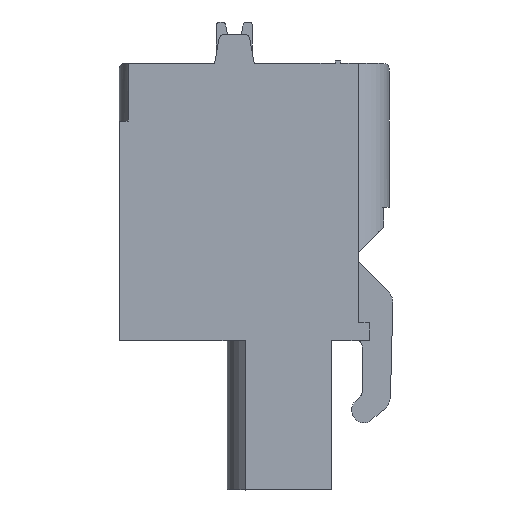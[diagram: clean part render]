
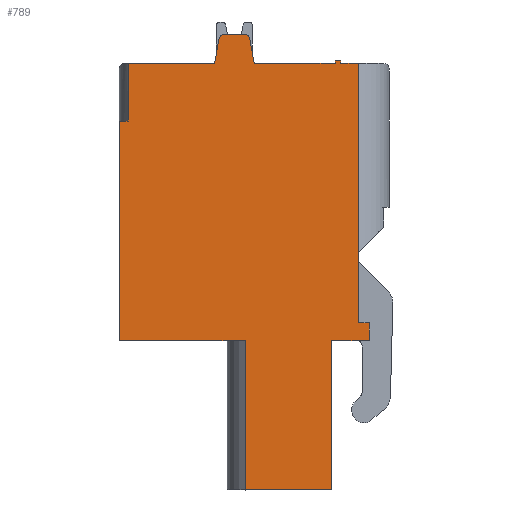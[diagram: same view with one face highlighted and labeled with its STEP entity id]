
A CAD part, left-side view. The second image highlights one B-rep face of the part: STEP entity #789.
In plain terms, the highlighted planar face has unit normal (-1, 0, 0).
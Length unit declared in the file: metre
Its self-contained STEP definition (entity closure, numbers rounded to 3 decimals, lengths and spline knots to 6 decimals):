
#789=ADVANCED_FACE('',(#1900),#1901,.F.);
#1900=FACE_OUTER_BOUND('',#3361,.T.);
#1901=PLANE('',#3362);
#3361=EDGE_LOOP('',(#5771,#5772,#5773,#5774,#5775,#5776,#5777,#5778,#5779,#5780,#5781,#5782,#5783,#5784,#5785,#5786,#5787,#5788,#5789,#5790,#5791,#5792));
#3362=AXIS2_PLACEMENT_3D('',#5793,#5794,#5795);
#5771=ORIENTED_EDGE('',*,*,#9536,.F.);
#5772=ORIENTED_EDGE('',*,*,#9538,.T.);
#5773=ORIENTED_EDGE('',*,*,#9272,.T.);
#5774=ORIENTED_EDGE('',*,*,#9275,.T.);
#5775=ORIENTED_EDGE('',*,*,#9268,.T.);
#5776=ORIENTED_EDGE('',*,*,#9259,.T.);
#5777=ORIENTED_EDGE('',*,*,#9277,.T.);
#5778=ORIENTED_EDGE('',*,*,#9539,.T.);
#5779=ORIENTED_EDGE('',*,*,#9319,.F.);
#5780=ORIENTED_EDGE('',*,*,#9323,.F.);
#5781=ORIENTED_EDGE('',*,*,#9540,.T.);
#5782=ORIENTED_EDGE('',*,*,#9541,.T.);
#5783=ORIENTED_EDGE('',*,*,#9425,.T.);
#5784=ORIENTED_EDGE('',*,*,#9542,.T.);
#5785=ORIENTED_EDGE('',*,*,#9386,.T.);
#5786=ORIENTED_EDGE('',*,*,#9543,.T.);
#5787=ORIENTED_EDGE('',*,*,#9379,.T.);
#5788=ORIENTED_EDGE('',*,*,#9472,.F.);
#5789=ORIENTED_EDGE('',*,*,#9037,.T.);
#5790=ORIENTED_EDGE('',*,*,#9544,.T.);
#5791=ORIENTED_EDGE('',*,*,#9523,.T.);
#5792=ORIENTED_EDGE('',*,*,#9545,.T.);
#5793=CARTESIAN_POINT('',(-0.20926,-0.0888,-0.0215));
#5794=DIRECTION('',(1.0,0.,0.));
#5795=DIRECTION('',(0.0,1.0,0.));
#9037=EDGE_CURVE('',#10964,#10962,#10965,.T.);
#9259=EDGE_CURVE('',#11323,#11321,#11324,.T.);
#9268=EDGE_CURVE('',#11337,#11323,#11338,.T.);
#9272=EDGE_CURVE('',#11343,#11341,#11344,.T.);
#9275=EDGE_CURVE('',#11341,#11337,#11347,.T.);
#9277=EDGE_CURVE('',#11321,#11349,#11350,.T.);
#9319=EDGE_CURVE('',#11421,#11423,#11424,.T.);
#9323=EDGE_CURVE('',#11427,#11421,#11429,.T.);
#9379=EDGE_CURVE('',#11509,#11511,#11513,.T.);
#9386=EDGE_CURVE('',#11523,#11521,#11524,.T.);
#9425=EDGE_CURVE('',#11584,#11582,#11585,.T.);
#9472=EDGE_CURVE('',#10964,#11511,#11651,.T.);
#9523=EDGE_CURVE('',#11725,#11726,#11727,.T.);
#9536=EDGE_CURVE('',#11744,#11742,#11746,.T.);
#9538=EDGE_CURVE('',#11744,#11343,#11748,.T.);
#9539=EDGE_CURVE('',#11349,#11423,#11749,.T.);
#9540=EDGE_CURVE('',#11427,#11750,#11751,.T.);
#9541=EDGE_CURVE('',#11750,#11584,#11752,.T.);
#9542=EDGE_CURVE('',#11582,#11523,#11753,.T.);
#9543=EDGE_CURVE('',#11521,#11509,#11754,.T.);
#9544=EDGE_CURVE('',#10962,#11725,#11755,.T.);
#9545=EDGE_CURVE('',#11726,#11742,#11756,.T.);
#10962=VERTEX_POINT('',#13849);
#10964=VERTEX_POINT('',#13852);
#10965=LINE('',#13853,#13854);
#11321=VERTEX_POINT('',#14418);
#11323=VERTEX_POINT('',#14421);
#11324=CIRCLE('',#14422,0.0003);
#11337=VERTEX_POINT('',#14440);
#11338=LINE('',#14441,#14442);
#11341=VERTEX_POINT('',#14446);
#11343=VERTEX_POINT('',#14449);
#11344=LINE('',#14450,#14451);
#11347=CIRCLE('',#14455,0.0003);
#11349=VERTEX_POINT('',#14457);
#11350=LINE('',#14458,#14459);
#11421=VERTEX_POINT('',#14553);
#11423=VERTEX_POINT('',#14556);
#11424=LINE('',#14557,#14558);
#11427=VERTEX_POINT('',#14562);
#11429=LINE('',#14565,#14566);
#11509=VERTEX_POINT('',#14676);
#11511=VERTEX_POINT('',#14679);
#11513=LINE('',#14682,#14683);
#11521=VERTEX_POINT('',#14694);
#11523=VERTEX_POINT('',#14697);
#11524=LINE('',#14698,#14699);
#11582=VERTEX_POINT('',#14780);
#11584=VERTEX_POINT('',#14783);
#11585=LINE('',#14784,#14785);
#11651=LINE('',#14880,#14881);
#11725=VERTEX_POINT('',#14982);
#11726=VERTEX_POINT('',#14983);
#11727=LINE('',#14984,#14985);
#11742=VERTEX_POINT('',#15007);
#11744=VERTEX_POINT('',#15010);
#11746=LINE('',#15013,#15014);
#11748=LINE('',#15016,#15017);
#11749=LINE('',#15018,#15019);
#11750=VERTEX_POINT('',#15020);
#11751=LINE('',#15021,#15022);
#11752=LINE('',#15023,#15024);
#11753=LINE('',#15025,#15026);
#11754=LINE('',#15027,#15028);
#11755=LINE('',#15029,#15030);
#11756=LINE('',#15031,#15032);
#13849=CARTESIAN_POINT('',(-0.20926,-0.1013,-0.0083));
#13852=CARTESIAN_POINT('',(-0.20926,-0.1013,-0.0227));
#13853=CARTESIAN_POINT('',(-0.20926,-0.1013,-0.0238));
#13854=VECTOR('',#17316,1.0);
#14418=CARTESIAN_POINT('',(-0.20926,-0.093538,-0.006948));
#14421=CARTESIAN_POINT('',(-0.20926,-0.093834,-0.0067));
#14422=AXIS2_PLACEMENT_3D('',#17551,#17552,#17553);
#14440=CARTESIAN_POINT('',(-0.20926,-0.094966,-0.0067));
#14441=CARTESIAN_POINT('',(-0.20926,-0.095178,-0.0067));
#14442=VECTOR('',#17562,1.0);
#14446=CARTESIAN_POINT('',(-0.20926,-0.095262,-0.006948));
#14449=CARTESIAN_POINT('',(-0.20926,-0.0955,-0.0083));
#14450=CARTESIAN_POINT('',(-0.20926,-0.095218,-0.0067));
#14451=VECTOR('',#17565,1.0);
#14455=AXIS2_PLACEMENT_3D('',#17567,#17568,#17569);
#14457=CARTESIAN_POINT('',(-0.20926,-0.0933,-0.0083));
#14458=CARTESIAN_POINT('',(-0.20926,-0.0933,-0.0083));
#14459=VECTOR('',#17570,1.0);
#14553=CARTESIAN_POINT('',(-0.20926,-0.0885,-0.0115));
#14556=CARTESIAN_POINT('',(-0.20926,-0.0885,-0.0083));
#14557=CARTESIAN_POINT('',(-0.20926,-0.0885,-0.0115));
#14558=VECTOR('',#17625,1.0);
#14562=CARTESIAN_POINT('',(-0.20926,-0.088,-0.0115));
#14565=CARTESIAN_POINT('',(-0.20926,-0.0908,-0.0115));
#14566=VECTOR('',#17628,1.0);
#14676=CARTESIAN_POINT('',(-0.20926,-0.1019,-0.0237));
#14679=CARTESIAN_POINT('',(-0.20926,-0.1019,-0.0227));
#14682=CARTESIAN_POINT('',(-0.20926,-0.1019,-0.0238));
#14683=VECTOR('',#17688,1.0);
#14694=CARTESIAN_POINT('',(-0.20926,-0.0998,-0.0237));
#14697=CARTESIAN_POINT('',(-0.20926,-0.0998,-0.032));
#14698=CARTESIAN_POINT('',(-0.20926,-0.0998,-0.0237));
#14699=VECTOR('',#17693,1.0);
#14780=CARTESIAN_POINT('',(-0.20926,-0.095,-0.032));
#14783=CARTESIAN_POINT('',(-0.20926,-0.095,-0.0237));
#14784=CARTESIAN_POINT('',(-0.20926,-0.095,-0.032));
#14785=VECTOR('',#17730,1.0);
#14880=CARTESIAN_POINT('',(-0.20926,-0.1003,-0.0227));
#14881=VECTOR('',#17775,1.0);
#14982=CARTESIAN_POINT('',(-0.20926,-0.1003,-0.0083));
#14983=CARTESIAN_POINT('',(-0.20926,-0.1003,-0.00815));
#14984=CARTESIAN_POINT('',(-0.20926,-0.1003,-0.0215));
#14985=VECTOR('',#17833,1.0);
#15007=CARTESIAN_POINT('',(-0.20926,-0.1,-0.00815));
#15010=CARTESIAN_POINT('',(-0.20926,-0.1,-0.0083));
#15013=CARTESIAN_POINT('',(-0.20926,-0.1,-0.0083));
#15014=VECTOR('',#17846,1.0);
#15016=CARTESIAN_POINT('',(-0.20926,-0.0883,-0.0083));
#15017=VECTOR('',#17847,1.0);
#15018=CARTESIAN_POINT('',(-0.20926,-0.0883,-0.0083));
#15019=VECTOR('',#17848,1.0);
#15020=CARTESIAN_POINT('',(-0.20926,-0.088,-0.0237));
#15021=CARTESIAN_POINT('',(-0.20926,-0.088,-0.0238));
#15022=VECTOR('',#17849,1.0);
#15023=CARTESIAN_POINT('',(-0.20926,-0.095,-0.0237));
#15024=VECTOR('',#17850,1.0);
#15025=CARTESIAN_POINT('',(-0.20926,-0.0998,-0.032));
#15026=VECTOR('',#17851,1.0);
#15027=CARTESIAN_POINT('',(-0.20926,-0.1007,-0.0237));
#15028=VECTOR('',#17852,1.0);
#15029=CARTESIAN_POINT('',(-0.20926,-0.0883,-0.0083));
#15030=VECTOR('',#17853,1.0);
#15031=CARTESIAN_POINT('',(-0.20926,-0.1,-0.00815));
#15032=VECTOR('',#17854,1.0);
#17316=DIRECTION('',(0.,0.,1.0));
#17551=CARTESIAN_POINT('',(-0.20926,-0.093834,-0.007));
#17552=DIRECTION('',(-1.0,0.0,0.));
#17553=DIRECTION('',(0.,0.0,-1.0));
#17562=DIRECTION('',(0.0,1.0,0.0));
#17565=DIRECTION('',(0.,0.174,0.985));
#17567=CARTESIAN_POINT('',(-0.20926,-0.094966,-0.007));
#17568=DIRECTION('',(-1.0,0.0,0.));
#17569=DIRECTION('',(0.,0.0,-1.0));
#17570=DIRECTION('',(0.,0.174,-0.985));
#17625=DIRECTION('',(0.,0.0,1.0));
#17628=DIRECTION('',(0.,-1.0,0.));
#17688=DIRECTION('',(0.,0.,1.0));
#17693=DIRECTION('',(0.0,0.0,1.0));
#17730=DIRECTION('',(0.0,0.,-1.0));
#17775=DIRECTION('',(0.,-1.0,0.));
#17833=DIRECTION('',(0.,0.0,1.0));
#17846=DIRECTION('',(0.,0.0,1.0));
#17847=DIRECTION('',(0.,1.0,0.));
#17848=DIRECTION('',(0.,1.0,0.));
#17849=DIRECTION('',(0.,0.,-1.0));
#17850=DIRECTION('',(0.0,-1.0,0.0));
#17851=DIRECTION('',(0.0,-1.0,0.));
#17852=DIRECTION('',(0.0,-1.0,0.0));
#17853=DIRECTION('',(0.,1.0,0.));
#17854=DIRECTION('',(0.0,1.0,0.0));
